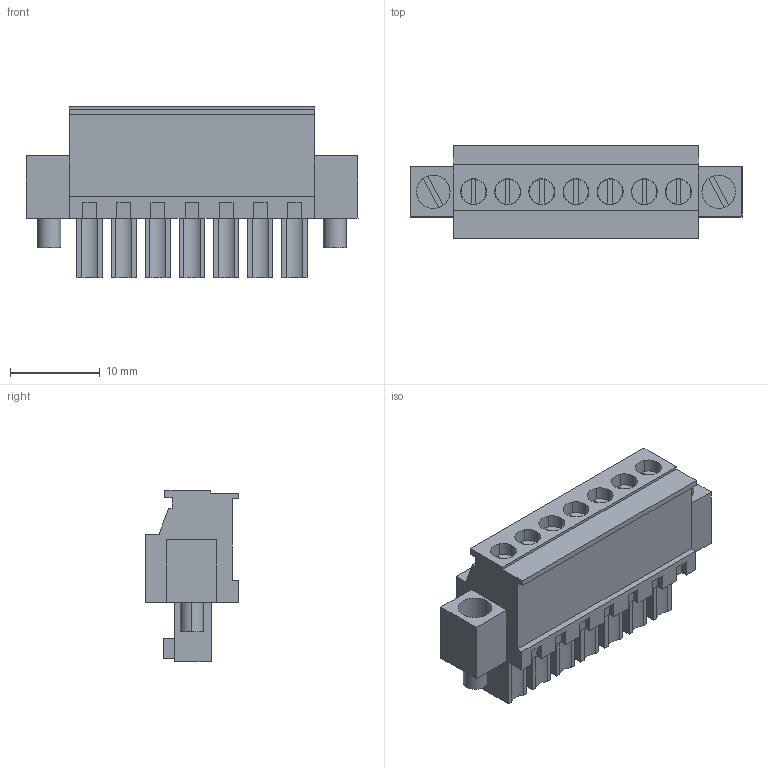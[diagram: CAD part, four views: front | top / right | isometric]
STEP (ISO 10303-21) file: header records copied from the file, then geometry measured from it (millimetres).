
FILE_DESCRIPTION(('CATIA V5 STEP Exchange','CAx-IF Rec.Pracs.--- Model Styling and Organization---1.2---2011-12-15'),'2;1');
FILE_NAME ('D1457426_0_1845690000_1845690000.stp','2017-04-11T09:54:44+00:00',('none'),('Weidmueller'),'CATIA Version 5-6 Release 2014','CATIA V5 STEP AP214','none');
FILE_SCHEMA(('AUTOMOTIVE_DESIGN { 1 0 10303 214 1 1 1 1 }'));
Length unit declared in the file: millimetre
Products named in the file (1): 1845690000
Bounding box: 37.06 x 10.45 x 19.1 mm (x, y, z)
Volume: 3651.6 mm3; surface area: 3303 mm2
Topology: 10 solids, 10 shells, 344 faces, 861 edges, 578 vertices
Faces by surface type: plane 268, cylinder 76
Entity records: 9739 total; most frequent: CARTESIAN_POINT 1913, ORIENTED_EDGE 1722, DIRECTION 1310, EDGE_CURVE 861, VECTOR 673, LINE 673, VERTEX_POINT 578, AXIS2_PLACEMENT_3D 394
